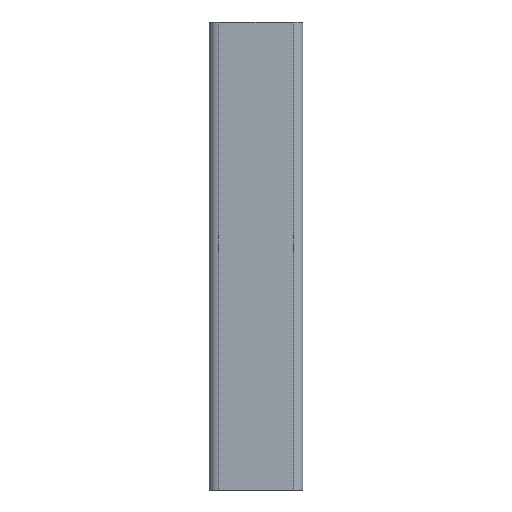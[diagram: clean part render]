
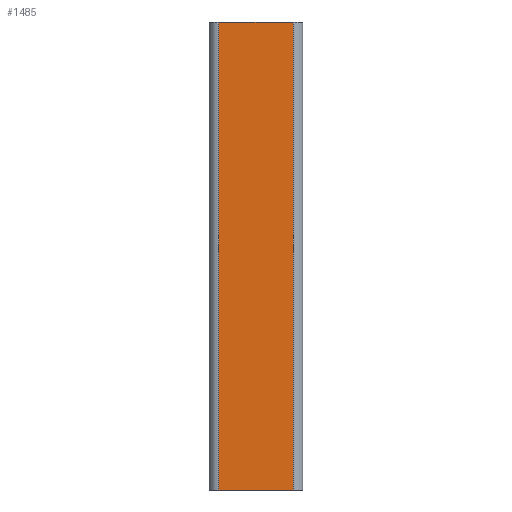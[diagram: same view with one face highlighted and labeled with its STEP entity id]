
A CAD part, front view. The second image highlights one B-rep face of the part: STEP entity #1485.
In plain terms, the highlighted planar face has unit normal (0, -1, 0).
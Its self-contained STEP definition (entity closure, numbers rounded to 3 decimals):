
#200=FACE_OUTER_BOUND('',#277,.T.);
#277=EDGE_LOOP('',(#1288,#1289,#1290,#1291));
#343=LINE('',#2316,#488);
#423=LINE('',#2529,#568);
#424=LINE('',#2532,#569);
#425=LINE('',#2533,#570);
#488=VECTOR('',#1846,10.);
#568=VECTOR('',#2084,10.);
#569=VECTOR('',#2087,10.);
#570=VECTOR('',#2088,10.);
#661=VERTEX_POINT('',#2313);
#662=VERTEX_POINT('',#2315);
#716=VERTEX_POINT('',#2527);
#717=VERTEX_POINT('',#2531);
#824=EDGE_CURVE('',#661,#662,#343,.T.);
#931=EDGE_CURVE('',#661,#716,#423,.T.);
#932=EDGE_CURVE('',#717,#716,#424,.T.);
#933=EDGE_CURVE('',#662,#717,#425,.T.);
#1288=ORIENTED_EDGE('',*,*,#931,.T.);
#1289=ORIENTED_EDGE('',*,*,#932,.F.);
#1290=ORIENTED_EDGE('',*,*,#933,.F.);
#1291=ORIENTED_EDGE('',*,*,#824,.F.);
#1412=PLANE('',#1652);
#1485=ADVANCED_FACE('',(#200),#1412,.T.);
#1652=AXIS2_PLACEMENT_3D('',#2530,#2085,#2086);
#1846=DIRECTION('',(-1.,0.,0.));
#2084=DIRECTION('',(0.,0.,1.));
#2085=DIRECTION('center_axis',(0.,-1.,0.));
#2086=DIRECTION('ref_axis',(1.,0.,0.));
#2087=DIRECTION('',(1.,0.,0.));
#2088=DIRECTION('',(0.,0.,1.));
#2313=CARTESIAN_POINT('',(8.,-13.65,-50.));
#2315=CARTESIAN_POINT('',(-8.,-13.65,-50.));
#2316=CARTESIAN_POINT('',(-8.,-13.65,-50.));
#2527=CARTESIAN_POINT('',(8.,-13.65,50.));
#2529=CARTESIAN_POINT('',(8.,-13.65,0.));
#2530=CARTESIAN_POINT('Origin',(-8.,-13.65,0.));
#2531=CARTESIAN_POINT('',(-8.,-13.65,50.));
#2532=CARTESIAN_POINT('',(-8.,-13.65,50.));
#2533=CARTESIAN_POINT('',(-8.,-13.65,0.));
